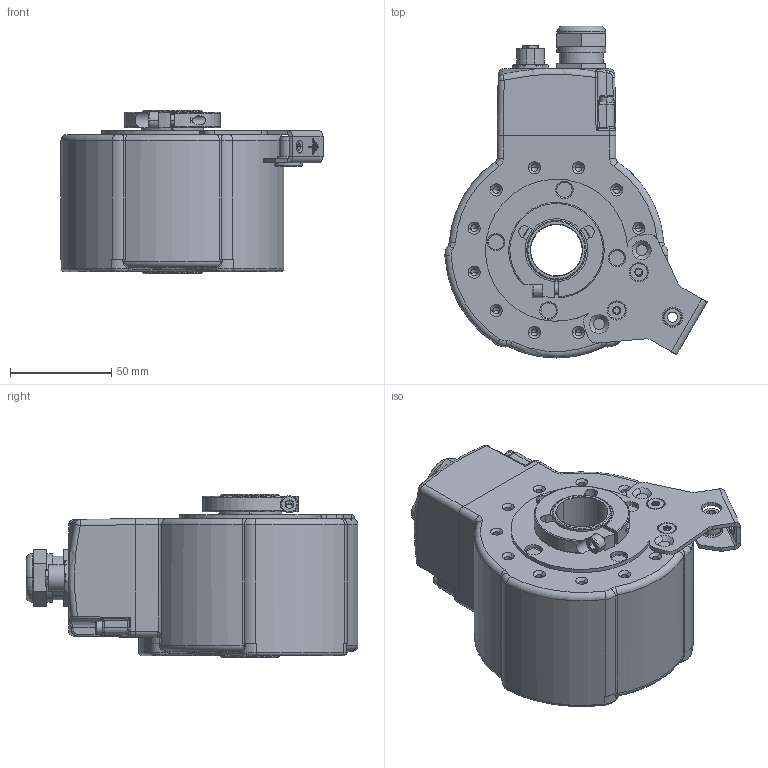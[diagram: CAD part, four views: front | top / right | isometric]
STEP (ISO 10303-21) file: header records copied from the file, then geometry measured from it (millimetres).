
FILE_DESCRIPTION((''),'2;1');
FILE_NAME('809864-K01_SW0001','2011-11-07T',('SE2994'),(''),'PRO/ENGINEER BY PARAMETRIC TECHNOLOGY CORPORATION, 2010180','PRO/ENGINEER BY PARAMETRIC TECHNOLOGY CORPORATION, 2010180','');
FILE_SCHEMA(('CONFIG_CONTROL_DESIGN','SHAPE_APPEARANCE_LAYERS_GROUPS'));
Length unit declared in the file: millimetre
Products named in the file (1): 809864-K01_SW0001
Bounding box: 129.13 x 163.5 x 80.5 mm (x, y, z)
Volume: 327625.6 mm3; surface area: 131258.9 mm2
Topology: 2 solids, 6 shells, 1188 faces, 2926 edges, 1799 vertices
Faces by surface type: cylinder 491, plane 366, cone 150, torus 105, bspline 51, sphere 22, extrusion 2, revolution 1
Entity records: 46454 total; most frequent: CARTESIAN_POINT 10661, DIRECTION 6402, ORIENTED_EDGE 5804, EDGE_CURVE 2902, AXIS2_PLACEMENT_3D 2636, VERTEX_POINT 1799, CIRCLE 1502, EDGE_LOOP 1319
